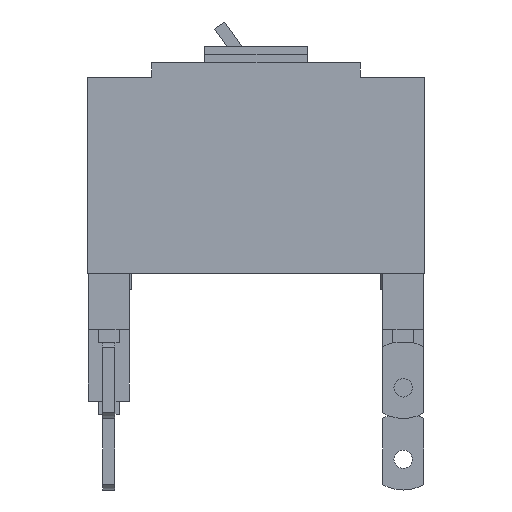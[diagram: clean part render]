
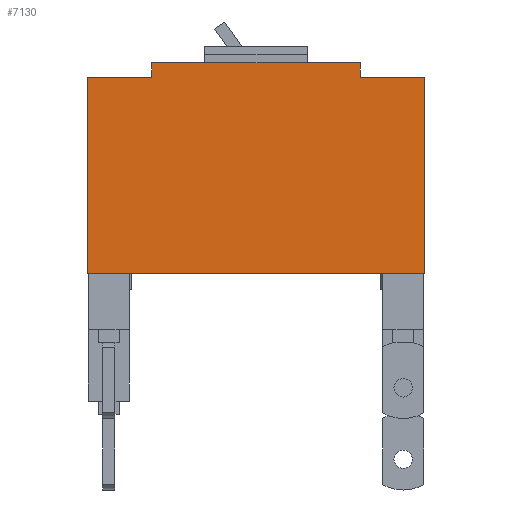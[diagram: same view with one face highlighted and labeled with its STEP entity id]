
A CAD part, left-side view. The second image highlights one B-rep face of the part: STEP entity #7130.
In plain terms, the highlighted planar face has unit normal (-1, 0, 0).
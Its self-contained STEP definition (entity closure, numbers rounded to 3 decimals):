
#6420=CARTESIAN_POINT('',(20.,0.,342.112));
#6430=DIRECTION('',(1.,-0.,0.));
#6440=DIRECTION('',(0.,0.,-1.));
#6450=AXIS2_PLACEMENT_3D('',#6420,#6430,#6440);
#6460=PLANE('',#6450);
#6470=CARTESIAN_POINT('',(20.,295.999,103.));
#6480=DIRECTION('',(0.,0.,-1.));
#6490=VECTOR('',#6480,1.);
#6500=LINE('',#6470,#6490);
#6510=CARTESIAN_POINT('',(20.,295.999,103.));
#6520=VERTEX_POINT('',#6510);
#6530=CARTESIAN_POINT('',(20.,295.999,96.));
#6540=VERTEX_POINT('',#6530);
#6550=EDGE_CURVE('',#6520,#6540,#6500,.T.);
#6560=ORIENTED_EDGE('',*,*,#6550,.F.);
#6570=CARTESIAN_POINT('',(20.,295.999,96.));
#6580=DIRECTION('',(0.,-1.,0.));
#6590=VECTOR('',#6580,1.);
#6600=LINE('',#6570,#6590);
#6610=CARTESIAN_POINT('',(20.,264.499,96.));
#6620=VERTEX_POINT('',#6610);
#6630=EDGE_CURVE('',#6540,#6620,#6600,.T.);
#6640=ORIENTED_EDGE('',*,*,#6630,.F.);
#6650=CARTESIAN_POINT('',(20.,264.499,96.));
#6660=DIRECTION('',(0.,0.,-1.));
#6670=VECTOR('',#6660,1.);
#6680=LINE('',#6650,#6670);
#6690=CARTESIAN_POINT('',(20.,264.499,0.));
#6700=VERTEX_POINT('',#6690);
#6710=EDGE_CURVE('',#6620,#6700,#6680,.T.);
#6720=ORIENTED_EDGE('',*,*,#6710,.F.);
#6730=CARTESIAN_POINT('',(20.,429.499,0.));
#6740=DIRECTION('',(0.,-1.,0.));
#6750=VECTOR('',#6740,1.);
#6760=LINE('',#6730,#6750);
#6770=CARTESIAN_POINT('',(20.,429.499,0.));
#6780=VERTEX_POINT('',#6770);
#6790=EDGE_CURVE('',#6780,#6700,#6760,.T.);
#6800=ORIENTED_EDGE('',*,*,#6790,.T.);
#6810=CARTESIAN_POINT('',(20.,429.499,0.));
#6820=DIRECTION('',(0.,0.,1.));
#6830=VECTOR('',#6820,1.);
#6840=LINE('',#6810,#6830);
#6850=CARTESIAN_POINT('',(20.,429.499,96.));
#6860=VERTEX_POINT('',#6850);
#6870=EDGE_CURVE('',#6780,#6860,#6840,.T.);
#6880=ORIENTED_EDGE('',*,*,#6870,.F.);
#6890=CARTESIAN_POINT('',(20.,429.499,96.));
#6900=DIRECTION('',(0.,-1.,0.));
#6910=VECTOR('',#6900,1.);
#6920=LINE('',#6890,#6910);
#6930=CARTESIAN_POINT('',(20.,397.999,96.));
#6940=VERTEX_POINT('',#6930);
#6950=EDGE_CURVE('',#6860,#6940,#6920,.T.);
#6960=ORIENTED_EDGE('',*,*,#6950,.F.);
#6970=CARTESIAN_POINT('',(20.,397.999,103.));
#6980=DIRECTION('',(0.,0.,-1.));
#6990=VECTOR('',#6980,1.);
#7000=LINE('',#6970,#6990);
#7010=CARTESIAN_POINT('',(20.,397.999,103.));
#7020=VERTEX_POINT('',#7010);
#7030=EDGE_CURVE('',#7020,#6940,#7000,.T.);
#7040=ORIENTED_EDGE('',*,*,#7030,.T.);
#7050=CARTESIAN_POINT('',(20.,397.999,103.));
#7060=DIRECTION('',(0.,-1.,0.));
#7070=VECTOR('',#7060,1.);
#7080=LINE('',#7050,#7070);
#7090=EDGE_CURVE('',#7020,#6520,#7080,.T.);
#7100=ORIENTED_EDGE('',*,*,#7090,.F.);
#7110=EDGE_LOOP('',(#7100,#7040,#6960,#6880,#6800,#6720,#6640,#6560));
#7120=FACE_OUTER_BOUND('',#7110,.T.);
#7130=ADVANCED_FACE('',(#7120),#6460,.F.);
